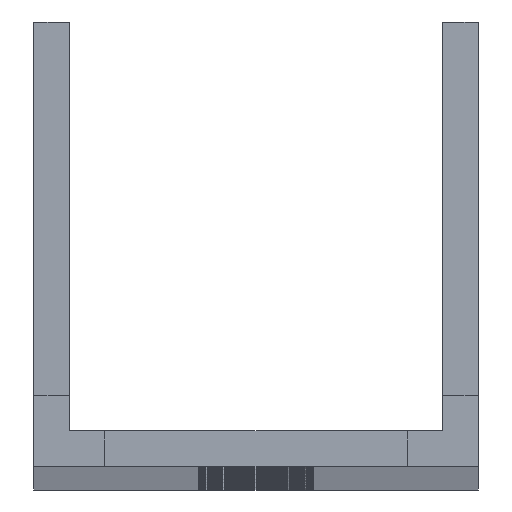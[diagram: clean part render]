
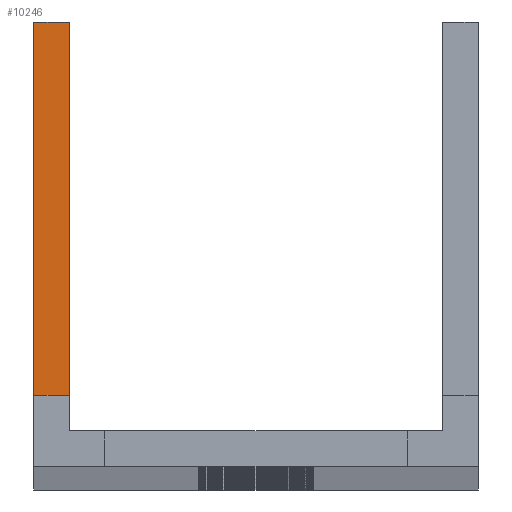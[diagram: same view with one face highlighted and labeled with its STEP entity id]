
A CAD part, top view. The second image highlights one B-rep face of the part: STEP entity #10246.
In plain terms, the highlighted planar face has unit normal (0, 0, 1).
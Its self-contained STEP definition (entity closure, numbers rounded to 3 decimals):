
#1237=FACE_OUTER_BOUND('',#1901,.T.);
#1901=EDGE_LOOP('',(#8404,#8405,#8406,#8407));
#2355=LINE('',#15150,#3315);
#2436=LINE('',#15463,#3396);
#2441=LINE('',#15472,#3401);
#2898=LINE('',#16690,#3858);
#3315=VECTOR('',#12083,10.);
#3396=VECTOR('',#12318,10.);
#3401=VECTOR('',#12325,10.);
#3858=VECTOR('',#13696,10.);
#4499=VERTEX_POINT('',#15147);
#4500=VERTEX_POINT('',#15149);
#4655=VERTEX_POINT('',#15461);
#4658=VERTEX_POINT('',#15470);
#5447=EDGE_CURVE('',#4500,#4499,#2355,.T.);
#5604=EDGE_CURVE('',#4499,#4655,#2436,.T.);
#5609=EDGE_CURVE('',#4655,#4658,#2441,.T.);
#6218=EDGE_CURVE('',#4658,#4500,#2898,.T.);
#8404=ORIENTED_EDGE('',*,*,#5604,.T.);
#8405=ORIENTED_EDGE('',*,*,#5609,.T.);
#8406=ORIENTED_EDGE('',*,*,#6218,.T.);
#8407=ORIENTED_EDGE('',*,*,#5447,.T.);
#9373=PLANE('',#11199);
#10246=ADVANCED_FACE('',(#1237),#9373,.T.);
#11199=AXIS2_PLACEMENT_3D('',#16689,#13694,#13695);
#12083=DIRECTION('',(0.,-1.,0.));
#12318=DIRECTION('',(1.,0.,0.));
#12325=DIRECTION('',(0.,1.,0.));
#13694=DIRECTION('center_axis',(0.,0.,1.));
#13695=DIRECTION('ref_axis',(1.,0.,0.));
#13696=DIRECTION('',(-1.,0.,0.));
#15147=CARTESIAN_POINT('',(-50.,8.,0.));
#15149=CARTESIAN_POINT('',(-50.,50.,0.));
#15150=CARTESIAN_POINT('',(-50.,-1.048,0.));
#15461=CARTESIAN_POINT('',(-46.,8.,0.));
#15463=CARTESIAN_POINT('',(-46.88,8.,0.));
#15470=CARTESIAN_POINT('',(-46.,50.,0.));
#15472=CARTESIAN_POINT('',(-46.,-1.048,0.));
#16689=CARTESIAN_POINT('Origin',(-50.,8.,0.));
#16690=CARTESIAN_POINT('',(-46.,50.,0.));
